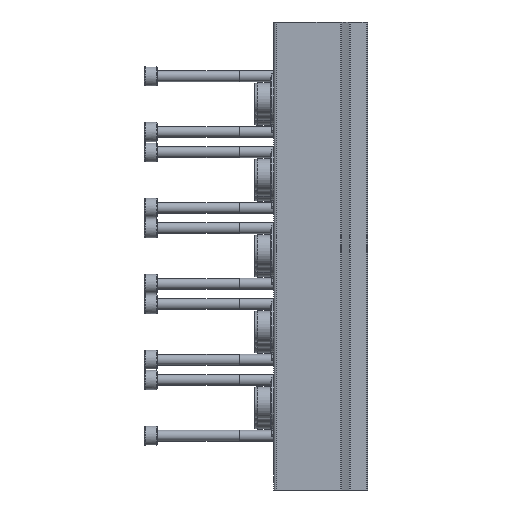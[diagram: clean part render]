
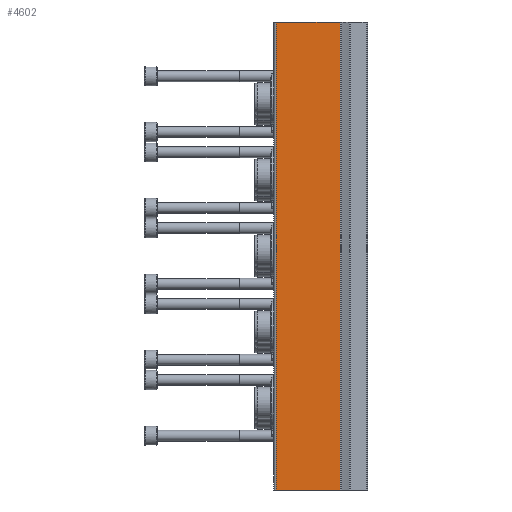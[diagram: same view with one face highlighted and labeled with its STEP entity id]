
A CAD part, left-side view. The second image highlights one B-rep face of the part: STEP entity #4602.
In plain terms, the highlighted planar face has unit normal (-1, 0, 0).
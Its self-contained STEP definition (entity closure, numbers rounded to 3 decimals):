
#188=PLANE('',#4963);
#661=ORIENTED_EDGE('',*,*,#1875,.F.);
#662=ORIENTED_EDGE('',*,*,#1874,.F.);
#663=ORIENTED_EDGE('',*,*,#1876,.T.);
#664=ORIENTED_EDGE('',*,*,#1877,.T.);
#1874=EDGE_CURVE('',#2481,#2479,#2919,.T.);
#1875=EDGE_CURVE('',#2479,#2482,#2920,.T.);
#1876=EDGE_CURVE('',#2481,#2483,#2921,.T.);
#1877=EDGE_CURVE('',#2483,#2482,#2922,.T.);
#2479=VERTEX_POINT('',#7395);
#2481=VERTEX_POINT('',#7399);
#2482=VERTEX_POINT('',#7403);
#2483=VERTEX_POINT('',#7405);
#2919=LINE('',#7400,#3219);
#2920=LINE('',#7402,#3220);
#2921=LINE('',#7404,#3221);
#2922=LINE('',#7406,#3222);
#3219=VECTOR('',#5589,1000.);
#3220=VECTOR('',#5592,1000.);
#3221=VECTOR('',#5593,1000.);
#3222=VECTOR('',#5594,1000.);
#3530=EDGE_LOOP('',(#661,#662,#663,#664));
#4019=FACE_BOUND('',#3530,.T.);
#4602=ADVANCED_FACE('',(#4019),#188,.T.);
#4963=AXIS2_PLACEMENT_3D('',#7401,#5590,#5591);
#5589=DIRECTION('',(0.,0.,1.));
#5590=DIRECTION('',(-1.,0.,0.));
#5591=DIRECTION('',(0.,0.,1.));
#5592=DIRECTION('',(0.,-1.,0.));
#5593=DIRECTION('',(0.,-1.,0.));
#5594=DIRECTION('',(0.,0.,1.));
#7395=CARTESIAN_POINT('',(-40.25,33.,0.));
#7399=CARTESIAN_POINT('',(-40.25,33.,-169.5));
#7400=CARTESIAN_POINT('',(-40.25,33.,-169.5));
#7401=CARTESIAN_POINT('',(-40.25,33.,-169.5));
#7402=CARTESIAN_POINT('',(-40.25,33.,0.));
#7403=CARTESIAN_POINT('',(-40.25,9.853,0.));
#7404=CARTESIAN_POINT('',(-40.25,33.,-169.5));
#7405=CARTESIAN_POINT('',(-40.25,9.853,-169.5));
#7406=CARTESIAN_POINT('',(-40.25,9.853,-169.5));
